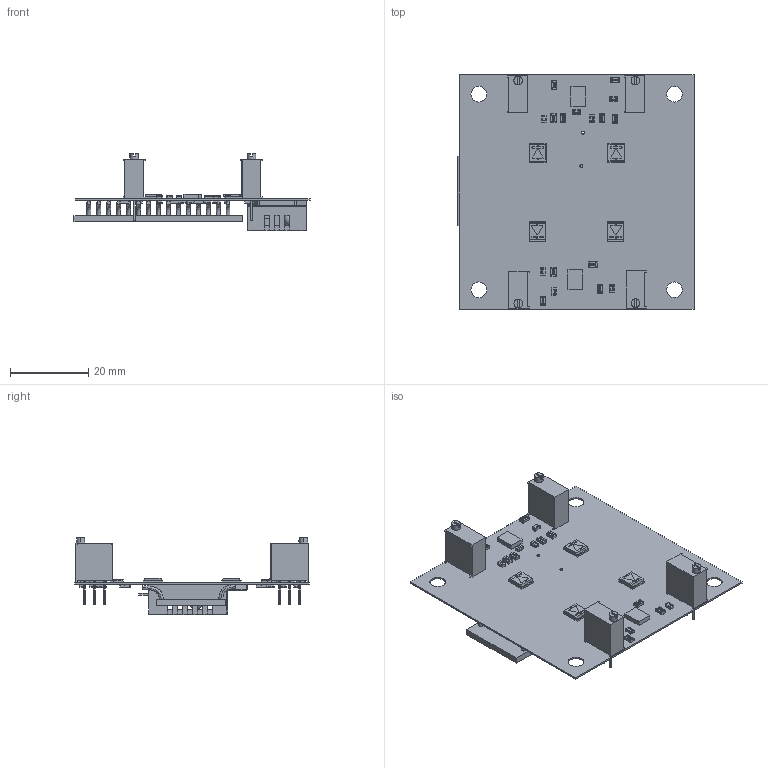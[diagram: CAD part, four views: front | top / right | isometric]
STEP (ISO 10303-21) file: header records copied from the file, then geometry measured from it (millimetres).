
FILE_DESCRIPTION(('Open CASCADE Model'),'2;1');
FILE_NAME('Open CASCADE Shape Model','2020-11-11T13:43:49',('Author'),( 'Open CASCADE'),'Open CASCADE STEP processor 6.8','Open CASCADE 6.8' ,'Unknown');
FILE_SCHEMA(('AUTOMOTIVE_DESIGN { 1 0 10303 214 1 1 1 1 }'));
Length unit declared in the file: millimetre
Products named in the file (58): PCB; Board; Open CASCADE STEP translator 6.8 1.1.1; R4AQ; RES_0805; R3AQ; R2AQ; R1AQ; P2G; TRIMER_POT; R1DTH; DHT22; C1DHT; 0805_SMD_Capacitor; R4LP; R3LP; R4G; R3G; R2LP; R1LP; R2G; C4LP; C4D1; C3LP; C4D2; C3D1; C3D2; C2LP; C2D1; C1LP; C1D1; C2D2; C1D2; *; arduino_smd_style; P4G; P3G; P1G; R1G; U2 ...
Assembly tree (103 placements, depth 4):
  PCB
    Board
      Open CASCADE STEP translator 6.8 1.1.1
    R4AQ
      RES_0805
    R3AQ
      RES_0805
    R2AQ
      RES_0805
    R1AQ
      RES_0805
    P2G
      TRIMER_POT
    R1DTH
      RES_0805
    DHT22
      DHT22
    C1DHT
      0805_SMD_Capacitor
    R4LP
      RES_0805
    R3LP
      RES_0805
    R4G
      RES_0805
    R3G
      RES_0805
    R2LP
      RES_0805
    R1LP
      RES_0805
    R2G
      RES_0805
    C4LP
      0805_SMD_Capacitor
    C4D1
      0805_SMD_Capacitor
    C3LP
      0805_SMD_Capacitor
    C4D2
      0805_SMD_Capacitor
    C3D1
      0805_SMD_Capacitor
    C3D2
      0805_SMD_Capacitor
    C2LP
      0805_SMD_Capacitor
    C2D1
      0805_SMD_Capacitor
    C1LP
      0805_SMD_Capacitor
    C1D1
      0805_SMD_Capacitor
    C2D2
      0805_SMD_Capacitor
    C1D2
      0805_SMD_Capacitor
    *
      arduino_smd_style
    P4G
Bounding box: 60.32 x 60 x 19.88 mm (x, y, z)
Volume: 6697.8 mm3; surface area: 14812.8 mm2
Topology: 116 solids, 116 shells, 4245 faces, 10607 edges, 6748 vertices
Faces by surface type: plane 2129, bspline 1439, cylinder 536, sphere 139, torus 2
Full cylindrical faces by diameter (mm): 0.4 x2, 0.762 x14, 2.6 x1, 4 x4
Entity records: 36661 total; most frequent: CARTESIAN_POINT 15233, ORIENTED_EDGE 3856, DIRECTION 3150, EDGE_CURVE 1928, LINE 1302, VECTOR 1302, VERTEX_POINT 1269, AXIS2_PLACEMENT_3D 924
